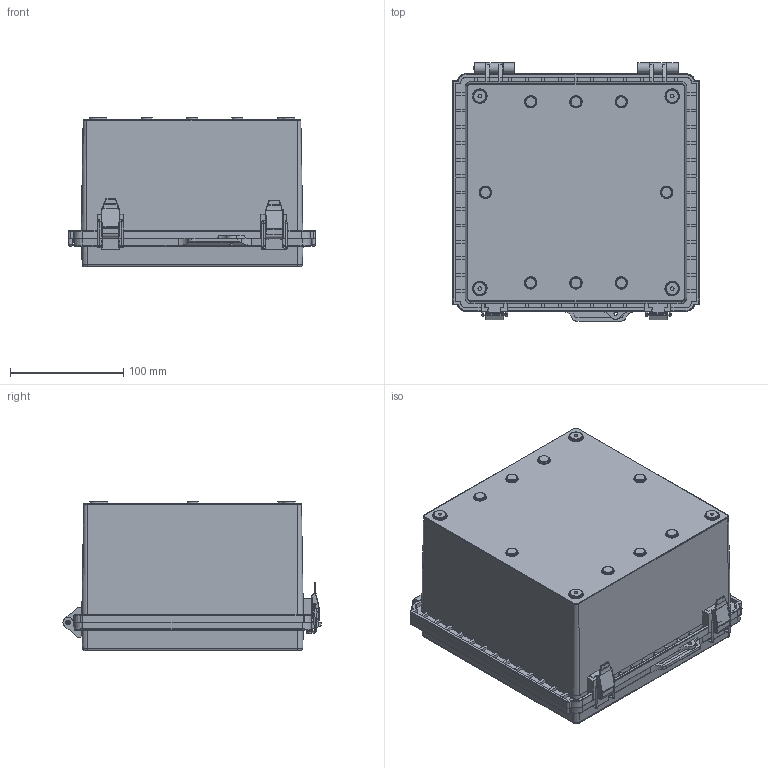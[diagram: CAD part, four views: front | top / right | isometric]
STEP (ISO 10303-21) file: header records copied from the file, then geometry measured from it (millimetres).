
FILE_DESCRIPTION (( 'STEP AP203' ), '1' );
FILE_NAME ('PTQ-11055.STEP', '2021-01-25T15:12:39', ( '' ), ( '' ), 'SwSTEP 2.0', 'SolidWorks 2019', '' );
FILE_SCHEMA (( 'CONFIG_CONTROL_DESIGN' ));
Length unit declared in the file: inch
Products named in the file (10): 00 P-2121105_B^PTQ-11055; P-Latch-S^PTQ-11055; PTQ-11055; ??-S-HOOK^P-Latch-S_PTQ-11055; ??-S-PBODY^P-Latch-S_PTQ-11055; ??-S-BODY^P-Latch-S_PTQ-11055; Insert_Nut_M4^PTQ-11055; 00 P-2121025_C^PTQ-11055; HINGE-PIN_PI3-L35.5mm.^PTQ-11055
Assembly tree (16 placements, depth 3):
  PTQ-11055
    P-Latch-S^PTQ-11055
      ??-S-PBODY^P-Latch-S_PTQ-11055
      ??-S-BODY^P-Latch-S_PTQ-11055
      ??-S-HOOK^P-Latch-S_PTQ-11055
    P-Latch-S^PTQ-11055
      ??-S-PBODY^P-Latch-S_PTQ-11055
      ??-S-BODY^P-Latch-S_PTQ-11055
      ??-S-HOOK^P-Latch-S_PTQ-11055
    00 P-2121105_B^PTQ-11055
    00 P-2121025_C^PTQ-11055
    HINGE-PIN_PI3-L35.5mm.^PTQ-11055  x2
    Insert_Nut_M4^PTQ-11055  x4
Bounding box: 218.4 x 228 x 132 mm (x, y, z)
Volume: 675219.9 mm3; surface area: 407425.6 mm2
Topology: 17 solids, 17 shells, 1620 faces, 4173 edges, 2621 vertices
Faces by surface type: plane 824, cylinder 423, torus 184, cone 99, bspline 50, sphere 40
Entity records: 44271 total; most frequent: CARTESIAN_POINT 16860, ORIENTED_EDGE 6116, DIRECTION 4444, EDGE_CURVE 3058, VERTEX_POINT 1926, AXIS2_PLACEMENT_3D 1791, B_SPLINE_CURVE_WITH_KNOTS 1528, EDGE_LOOP 1284
